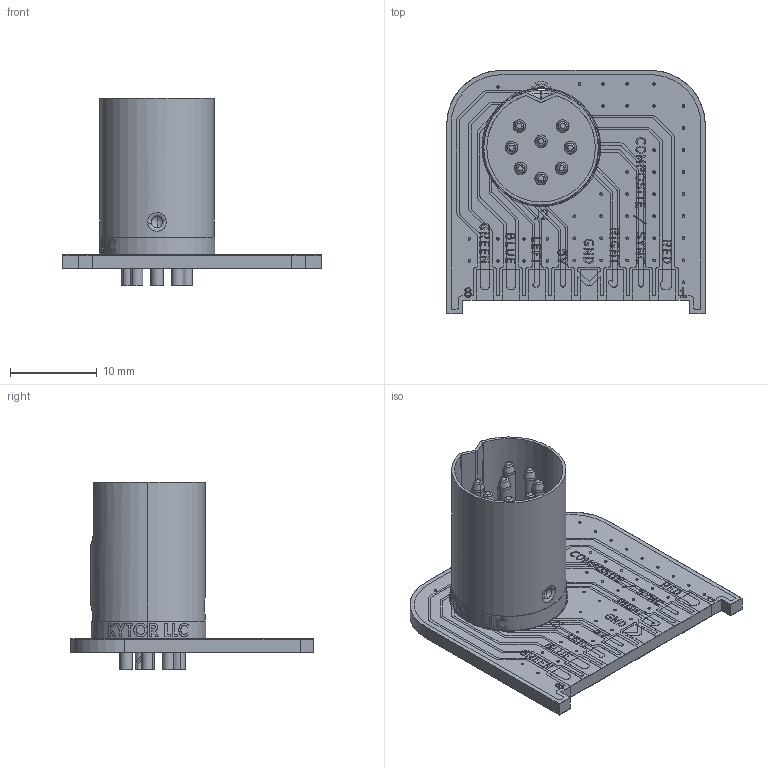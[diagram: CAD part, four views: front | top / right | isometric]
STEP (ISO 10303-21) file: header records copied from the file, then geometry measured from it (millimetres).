
FILE_DESCRIPTION(('KiCad electronic assembly'),'2;1');
FILE_NAME('TurboDuo90.step','2025-04-05T12:27:28',('Pcbnew'),('Kicad'), 'Open CASCADE STEP processor 7.8','KiCad to STEP converter','Unknown' );
FILE_SCHEMA(('AUTOMOTIVE_DESIGN { 1 0 10303 214 1 1 1 1 }'));
Length unit declared in the file: millimetre
Products named in the file (12): TurboDuo90 1; DIN8_270; Barrel; Insert; Pin; Pin - Center; TurboDuo90_copper; TurboDuo90_pad; TurboDuo90_via; TurboDuo90_silkscreen; TurboDuo90_soldermask; TurboDuo90_PCB
Assembly tree (17 placements, depth 3):
  TurboDuo90 1
    DIN8_270
      Barrel
      Insert
      Pin  x7
      Pin - Center
    TurboDuo90_copper
    TurboDuo90_pad
    TurboDuo90_via
    TurboDuo90_silkscreen
    TurboDuo90_soldermask
    TurboDuo90_PCB
Bounding box: 29.81 x 28.03 x 21.6 mm (x, y, z)
Volume: 2563.8 mm3; surface area: 9073.5 mm2
Topology: 124 solids, 206 shells, 1805 faces, 5774 edges, 4331 vertices
Faces by surface type: plane 1002, cylinder 639, bspline 107, torus 18, revolution 17, cone 16, sphere 6
Full cylindrical faces by diameter (mm): 0.25 x50, 0.3 x150, 1.15 x3, 1.2 x2, 1.57 x18, 1.62 x12, 1.8 x2, 2.3 x12
Entity records: 71256 total; most frequent: CARTESIAN_POINT 18658, DIRECTION 10358, ORIENTED_EDGE 9745, EDGE_CURVE 5629, VERTEX_POINT 4247, LINE 3639, VECTOR 3639, AXIS2_PLACEMENT_3D 3357
